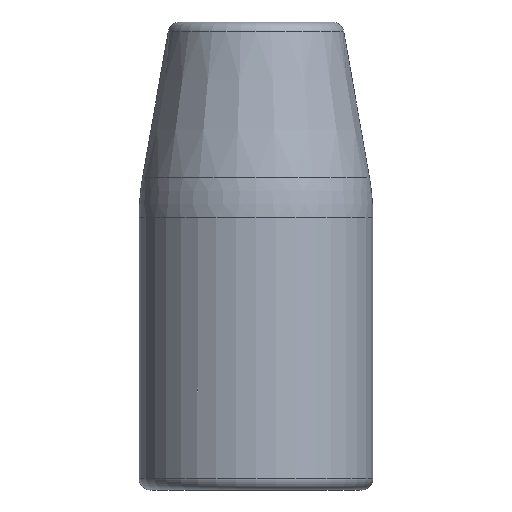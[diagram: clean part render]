
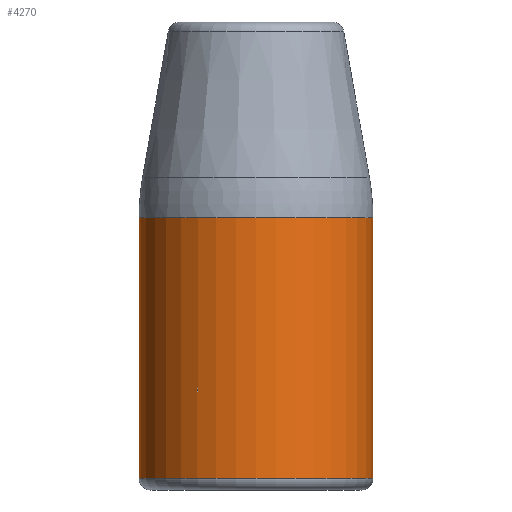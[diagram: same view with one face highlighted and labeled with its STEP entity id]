
A CAD part, front view. The second image highlights one B-rep face of the part: STEP entity #4270.
In plain terms, the highlighted cylindrical face has radius 6.35 mm (diameter 12.7 mm), a partial arc.
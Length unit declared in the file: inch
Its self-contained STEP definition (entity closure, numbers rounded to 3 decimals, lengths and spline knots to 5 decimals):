
#186 = AXIS2_PLACEMENT_3D ( 'NONE', #4930, #1381, #4152 ) ;
#222 = DIRECTION ( 'NONE',  ( 1., 0., 0. ) ) ;
#347 = EDGE_LOOP ( 'NONE', ( #1308, #3695, #3272, #4854 ) ) ;
#351 = VERTEX_POINT ( 'NONE', #3666 ) ;
#685 = CARTESIAN_POINT ( 'NONE',  ( 0.25, 0., 0.08126 ) ) ;
#843 = CIRCLE ( 'NONE', #186, 0.25 ) ;
#919 = LINE ( 'NONE', #1757, #4013 ) ;
#1121 = VECTOR ( 'NONE', #4711, 39.37008 ) ;
#1308 = ORIENTED_EDGE ( 'NONE', *, *, #5007, .F. ) ;
#1381 = DIRECTION ( 'NONE',  ( 0., 0., -1. ) ) ;
#1410 = CYLINDRICAL_SURFACE ( 'NONE', #4387, 0.25 ) ;
#1655 = LINE ( 'NONE', #3127, #1121 ) ;
#1757 = CARTESIAN_POINT ( 'NONE',  ( 0.25, 0., 0.5 ) ) ;
#1775 = DIRECTION ( 'NONE',  ( 0., 0., -1. ) ) ;
#1921 = CARTESIAN_POINT ( 'NONE',  ( -0.25, 0., 0.08126 ) ) ;
#2383 = CIRCLE ( 'NONE', #4450, 0.25 ) ;
#2490 = EDGE_CURVE ( 'NONE', #351, #3745, #2383, .T. ) ;
#2652 = CARTESIAN_POINT ( 'NONE',  ( 0., 0., 0.5 ) ) ;
#2682 = VERTEX_POINT ( 'NONE', #685 ) ;
#2846 = CARTESIAN_POINT ( 'NONE',  ( 0.25, 0., -0.475 ) ) ;
#2943 = DIRECTION ( 'NONE',  ( 0., 0., -1. ) ) ;
#3127 = CARTESIAN_POINT ( 'NONE',  ( -0.25, 0., 0.5 ) ) ;
#3272 = ORIENTED_EDGE ( 'NONE', *, *, #4879, .T. ) ;
#3429 = EDGE_CURVE ( 'NONE', #2682, #4316, #843, .T. ) ;
#3666 = CARTESIAN_POINT ( 'NONE',  ( -0.25, 0., -0.475 ) ) ;
#3695 = ORIENTED_EDGE ( 'NONE', *, *, #3429, .T. ) ;
#3728 = DIRECTION ( 'NONE',  ( 0., 0., 1. ) ) ;
#3743 = FACE_OUTER_BOUND ( 'NONE', #347, .T. ) ;
#3745 = VERTEX_POINT ( 'NONE', #2846 ) ;
#4013 = VECTOR ( 'NONE', #2943, 39.37008 ) ;
#4152 = DIRECTION ( 'NONE',  ( 1., 0., 0. ) ) ;
#4270 = ADVANCED_FACE ( 'NONE', ( #3743 ), #1410, .T. ) ;
#4316 = VERTEX_POINT ( 'NONE', #1921 ) ;
#4387 = AXIS2_PLACEMENT_3D ( 'NONE', #2652, #1775, #4594 ) ;
#4450 = AXIS2_PLACEMENT_3D ( 'NONE', #4578, #3728, #222 ) ;
#4578 = CARTESIAN_POINT ( 'NONE',  ( 0., 0., -0.475 ) ) ;
#4594 = DIRECTION ( 'NONE',  ( -1., 0., 0. ) ) ;
#4711 = DIRECTION ( 'NONE',  ( 0., 0., -1. ) ) ;
#4854 = ORIENTED_EDGE ( 'NONE', *, *, #2490, .T. ) ;
#4879 = EDGE_CURVE ( 'NONE', #4316, #351, #1655, .T. ) ;
#4930 = CARTESIAN_POINT ( 'NONE',  ( 0., 0., 0.08126 ) ) ;
#5007 = EDGE_CURVE ( 'NONE', #2682, #3745, #919, .T. ) ;
